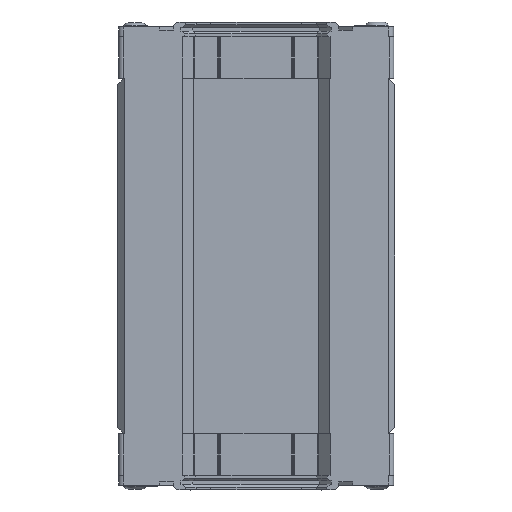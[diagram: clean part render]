
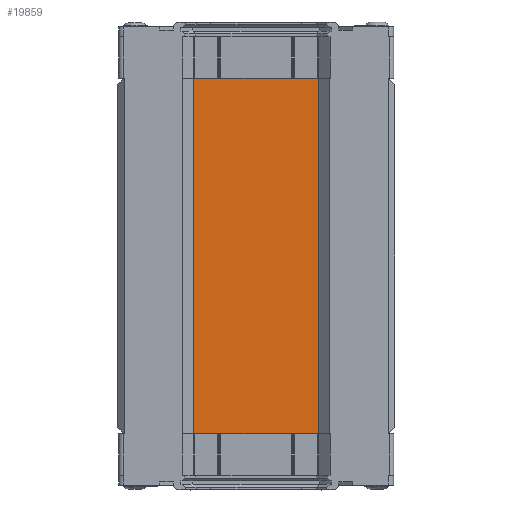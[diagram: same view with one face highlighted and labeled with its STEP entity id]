
A CAD part, front view. The second image highlights one B-rep face of the part: STEP entity #19859.
In plain terms, the highlighted planar face has unit normal (0, -1, 0).
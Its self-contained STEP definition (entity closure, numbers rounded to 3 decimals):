
#719=FACE_OUTER_BOUND('',#1867,.T.);
#1867=EDGE_LOOP('',(#13223,#13224,#13225,#13226,#13227,#13228,#13229,#13230));
#3344=LINE('',#28119,#5568);
#3355=LINE('',#28171,#5579);
#3497=LINE('',#28533,#5721);
#3536=LINE('',#28669,#5760);
#3546=LINE('',#28719,#5770);
#3689=LINE('',#29089,#5913);
#3738=LINE('',#29215,#5962);
#3739=LINE('',#29216,#5963);
#5568=VECTOR('',#22521,0.141);
#5579=VECTOR('',#22564,0.141);
#5721=VECTOR('',#22922,38.675);
#5760=VECTOR('',#23035,0.141);
#5770=VECTOR('',#23077,0.141);
#5913=VECTOR('',#23444,38.675);
#5962=VECTOR('',#23571,110.);
#5963=VECTOR('',#23572,110.);
#7824=VERTEX_POINT('',#28116);
#7825=VERTEX_POINT('',#28118);
#7849=VERTEX_POINT('',#28168);
#7850=VERTEX_POINT('',#28170);
#8021=VERTEX_POINT('',#28666);
#8022=VERTEX_POINT('',#28668);
#8045=VERTEX_POINT('',#28716);
#8046=VERTEX_POINT('',#28718);
#9604=EDGE_CURVE('',#7825,#7824,#3344,.T.);
#9629=EDGE_CURVE('',#7850,#7849,#3355,.T.);
#9810=EDGE_CURVE('',#7824,#7850,#3497,.T.);
#9871=EDGE_CURVE('',#8021,#8022,#3536,.T.);
#9895=EDGE_CURVE('',#8045,#8046,#3546,.T.);
#10079=EDGE_CURVE('',#8046,#8021,#3689,.T.);
#10141=EDGE_CURVE('',#7825,#8045,#3738,.T.);
#10142=EDGE_CURVE('',#8022,#7849,#3739,.T.);
#13223=ORIENTED_EDGE('',*,*,#9895,.F.);
#13224=ORIENTED_EDGE('',*,*,#10141,.F.);
#13225=ORIENTED_EDGE('',*,*,#9604,.T.);
#13226=ORIENTED_EDGE('',*,*,#9810,.T.);
#13227=ORIENTED_EDGE('',*,*,#9629,.T.);
#13228=ORIENTED_EDGE('',*,*,#10142,.F.);
#13229=ORIENTED_EDGE('',*,*,#9871,.F.);
#13230=ORIENTED_EDGE('',*,*,#10079,.F.);
#17875=PLANE('',#21161);
#19859=ADVANCED_FACE('',(#719),#17875,.F.);
#21161=AXIS2_PLACEMENT_3D('',#29214,#23569,#23570);
#22521=DIRECTION('',(1.,0.,0.));
#22564=DIRECTION('',(1.,0.,0.));
#22922=DIRECTION('',(1.,0.,0.));
#23035=DIRECTION('',(1.,0.,0.));
#23077=DIRECTION('',(1.,0.,0.));
#23444=DIRECTION('',(1.,0.,0.));
#23569=DIRECTION('center_axis',(0.,1.,0.));
#23570=DIRECTION('ref_axis',(0.,0.,1.));
#23571=DIRECTION('',(0.,0.,1.));
#23572=DIRECTION('',(0.,0.,-1.));
#28116=CARTESIAN_POINT('',(-19.338,5.8,-55.));
#28118=CARTESIAN_POINT('',(-19.479,5.8,-55.));
#28119=CARTESIAN_POINT('',(0.,5.8,-55.));
#28168=CARTESIAN_POINT('',(19.479,5.8,-55.));
#28170=CARTESIAN_POINT('',(19.338,5.8,-55.));
#28171=CARTESIAN_POINT('',(0.,5.8,-55.));
#28533=CARTESIAN_POINT('',(0.,5.8,-55.));
#28666=CARTESIAN_POINT('',(19.338,5.8,55.));
#28668=CARTESIAN_POINT('',(19.479,5.8,55.));
#28669=CARTESIAN_POINT('',(0.,5.8,55.));
#28716=CARTESIAN_POINT('',(-19.479,5.8,55.));
#28718=CARTESIAN_POINT('',(-19.338,5.8,55.));
#28719=CARTESIAN_POINT('',(0.,5.8,55.));
#29089=CARTESIAN_POINT('',(0.,5.8,55.));
#29214=CARTESIAN_POINT('Origin',(19.479,5.8,55.));
#29215=CARTESIAN_POINT('',(-19.479,5.8,55.));
#29216=CARTESIAN_POINT('',(19.479,5.8,55.));
